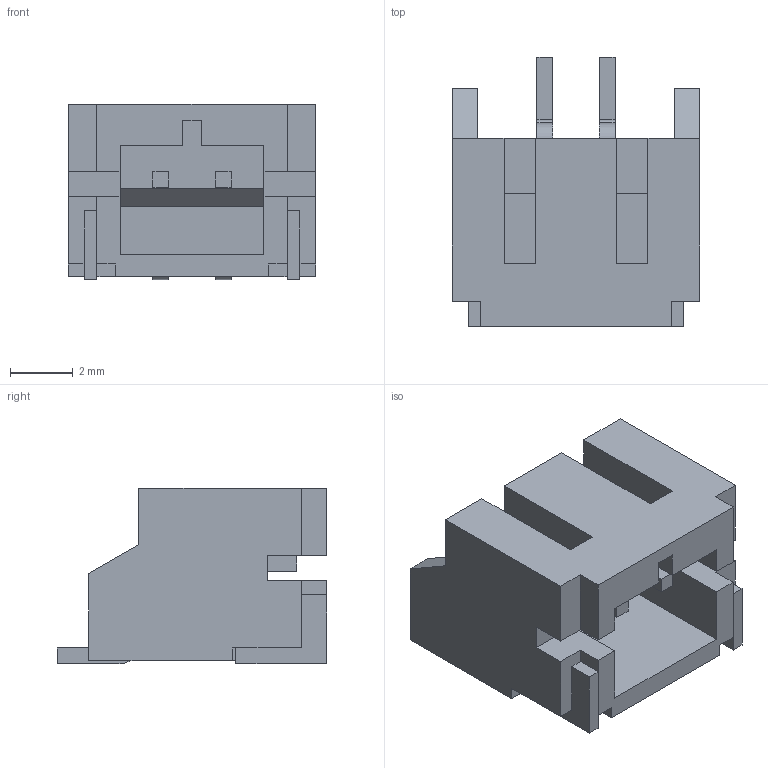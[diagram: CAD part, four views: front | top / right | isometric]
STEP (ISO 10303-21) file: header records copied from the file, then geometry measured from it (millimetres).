
FILE_DESCRIPTION((''),'2;1');
FILE_NAME('JST_S2B-PH-SM4-TB.stp','2012-11-19T09:22:15',(''),(''),'Mechanical Desktop 2011','Mechanical Desktop 2011',', , ');
FILE_SCHEMA(('AUTOMOTIVE_DESIGN { 1 2 10303 214 1 1 1 1 }'));
Length unit declared in the file: millimetre
Products named in the file (1): Product
Bounding box: 7.9 x 8.6 x 5.6 mm (x, y, z)
Volume: 174.8 mm3; surface area: 450.9 mm2
Topology: 7 solids, 7 shells, 100 faces, 268 edges, 178 vertices
Faces by surface type: plane 88, cylinder 6, bspline 6
Entity records: 3122 total; most frequent: CARTESIAN_POINT 565, ORIENTED_EDGE 536, DIRECTION 470, EDGE_CURVE 268, VECTOR 256, LINE 256, VERTEX_POINT 178, AXIS2_PLACEMENT_3D 107
